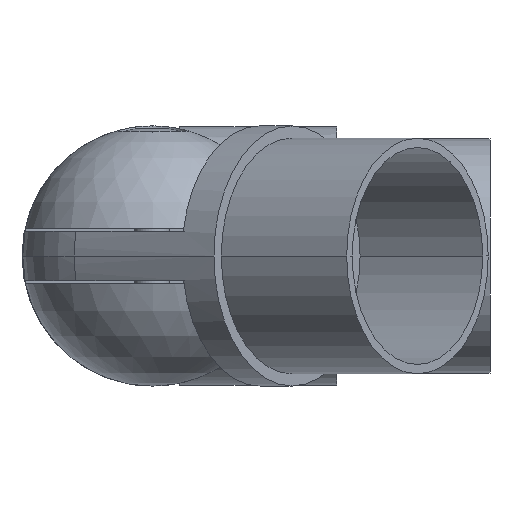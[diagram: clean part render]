
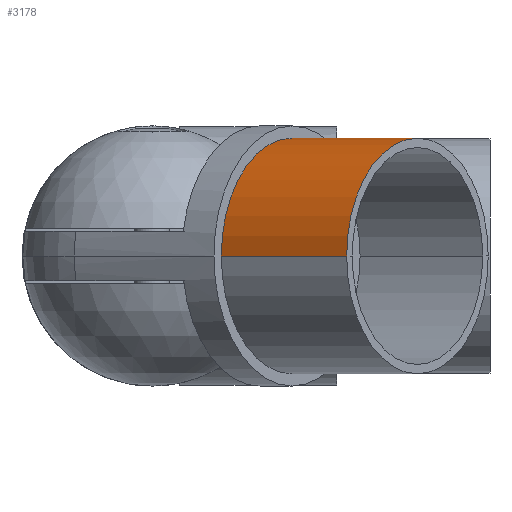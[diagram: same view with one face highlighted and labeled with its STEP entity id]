
A CAD part, left-side view. The second image highlights one B-rep face of the part: STEP entity #3178.
In plain terms, the highlighted cylindrical face has radius 19.2 mm (diameter 38.4 mm), a partial arc.
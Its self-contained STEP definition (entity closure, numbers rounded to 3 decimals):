
#101 = AXIS2_PLACEMENT_3D ( 'NONE', #2986, #854, #2936 ) ;
#118 = CARTESIAN_POINT ( 'NONE',  ( -69.35, 41.533, 0. ) ) ;
#149 = CARTESIAN_POINT ( 'NONE',  ( -86.431, 18.799, 0. ) ) ;
#281 = DIRECTION ( 'NONE',  ( 0.601, 0.799, 0. ) ) ;
#475 = VERTEX_POINT ( 'NONE', #2092 ) ;
#480 = AXIS2_PLACEMENT_3D ( 'NONE', #2436, #2972, #1173 ) ;
#487 = AXIS2_PLACEMENT_3D ( 'NONE', #2981, #646, #888 ) ;
#499 = CARTESIAN_POINT ( 'NONE',  ( -55.731, -4.268, 0. ) ) ;
#500 = EDGE_CURVE ( 'NONE', #3149, #704, #521, .T. ) ;
#521 = LINE ( 'NONE', #557, #2381 ) ;
#557 = CARTESIAN_POINT ( 'NONE',  ( -38.65, 18.467, 0. ) ) ;
#609 = ORIENTED_EDGE ( 'NONE', *, *, #1043, .T. ) ;
#631 = CYLINDRICAL_SURFACE ( 'NONE', #487, 19.2 ) ;
#646 = DIRECTION ( 'NONE',  ( 0.601, 0.799, 0. ) ) ;
#704 = VERTEX_POINT ( 'NONE', #499 ) ;
#854 = DIRECTION ( 'NONE',  ( 0.601, 0.799, 0. ) ) ;
#875 = LINE ( 'NONE', #118, #1194 ) ;
#888 = DIRECTION ( 'NONE',  ( -0.799, 0.601, 0. ) ) ;
#1027 = EDGE_CURVE ( 'NONE', #2252, #704, #2178, .T. ) ;
#1043 = EDGE_CURVE ( 'NONE', #475, #3149, #1186, .T. ) ;
#1173 = DIRECTION ( 'NONE',  ( -0.799, 0.601, 0. ) ) ;
#1186 = CIRCLE ( 'NONE', #101, 19.2 ) ;
#1194 = VECTOR ( 'NONE', #2220, 1000. ) ;
#1918 = ORIENTED_EDGE ( 'NONE', *, *, #1027, .F. ) ;
#2092 = CARTESIAN_POINT ( 'NONE',  ( -101.787, -1.639, 0. ) ) ;
#2151 = FACE_OUTER_BOUND ( 'NONE', #2191, .T. ) ;
#2164 = ORIENTED_EDGE ( 'NONE', *, *, #2259, .F. ) ;
#2178 = CIRCLE ( 'NONE', #480, 19.2 ) ;
#2191 = EDGE_LOOP ( 'NONE', ( #609, #3199, #1918, #2164 ) ) ;
#2220 = DIRECTION ( 'NONE',  ( 0.601, 0.799, 0. ) ) ;
#2252 = VERTEX_POINT ( 'NONE', #149 ) ;
#2259 = EDGE_CURVE ( 'NONE', #475, #2252, #875, .T. ) ;
#2381 = VECTOR ( 'NONE', #281, 1000. ) ;
#2436 = CARTESIAN_POINT ( 'NONE',  ( -71.081, 7.265, 0. ) ) ;
#2936 = DIRECTION ( 'NONE',  ( -0.799, 0.601, 0. ) ) ;
#2972 = DIRECTION ( 'NONE',  ( 0.601, 0.799, 0. ) ) ;
#2981 = CARTESIAN_POINT ( 'NONE',  ( -54., 30., 0. ) ) ;
#2986 = CARTESIAN_POINT ( 'NONE',  ( -86.437, -13.172, 0. ) ) ;
#3149 = VERTEX_POINT ( 'NONE', #3243 ) ;
#3178 = ADVANCED_FACE ( 'NONE', ( #2151 ), #631, .T. ) ;
#3199 = ORIENTED_EDGE ( 'NONE', *, *, #500, .T. ) ;
#3243 = CARTESIAN_POINT ( 'NONE',  ( -71.087, -24.705, 0. ) ) ;
